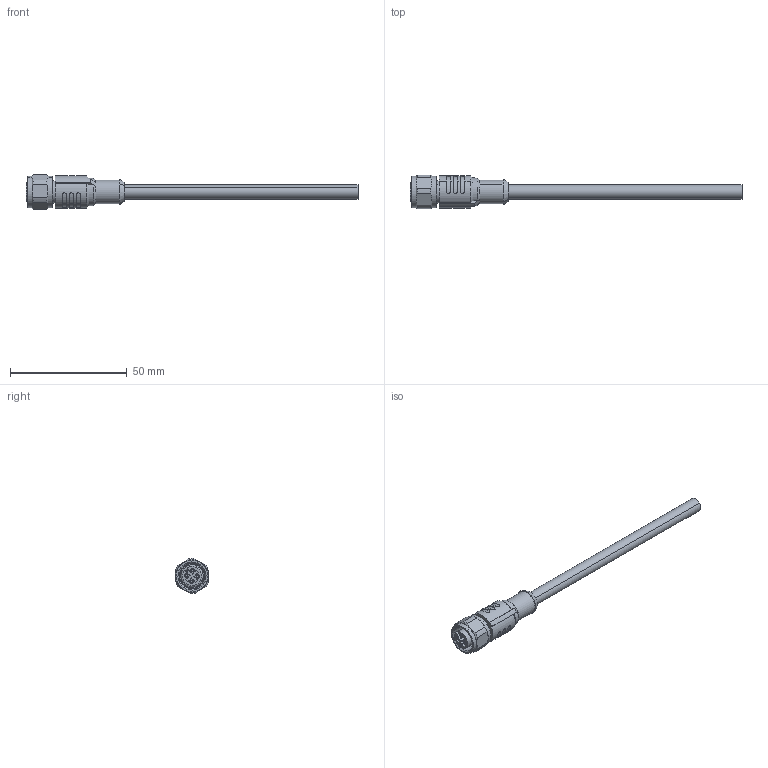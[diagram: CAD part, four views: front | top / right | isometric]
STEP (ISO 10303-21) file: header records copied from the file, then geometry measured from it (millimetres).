
FILE_DESCRIPTION((''),'2;1');
FILE_NAME('EWDK4-M-P00_ASM','2019-03-27T',('xin.jin'),(''),'PRO/ENGINEER BY PARAMETRIC TECHNOLOGY CORPORATION, 2012060','PRO/ENGINEER BY PARAMETRIC TECHNOLOGY CORPORATION, 2012060','');
FILE_SCHEMA(('AUTOMOTIVE_DESIGN { 1 0 10303 214 1 1 1 1 }'));
Length unit declared in the file: millimetre
Products named in the file (1): EWDK4-M-P00_ASM
Bounding box: 141.9 x 14.33 x 15 mm (x, y, z)
Volume: 7446.6 mm3; surface area: 5309.5 mm2
Topology: 1 solids, 1 shells, 341 faces, 1030 edges, 673 vertices
Faces by surface type: plane 183, cylinder 126, cone 30, torus 2
Entity records: 12213 total; most frequent: CARTESIAN_POINT 2612, ORIENTED_EDGE 2060, DIRECTION 2032, EDGE_CURVE 1030, AXIS2_PLACEMENT_3D 753, VERTEX_POINT 673, VECTOR 526, LINE 526
